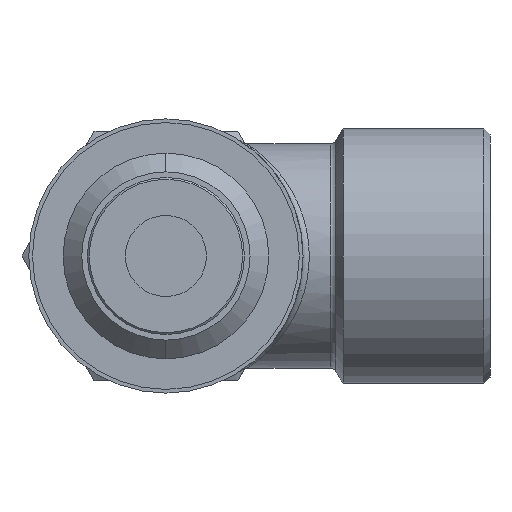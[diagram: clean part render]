
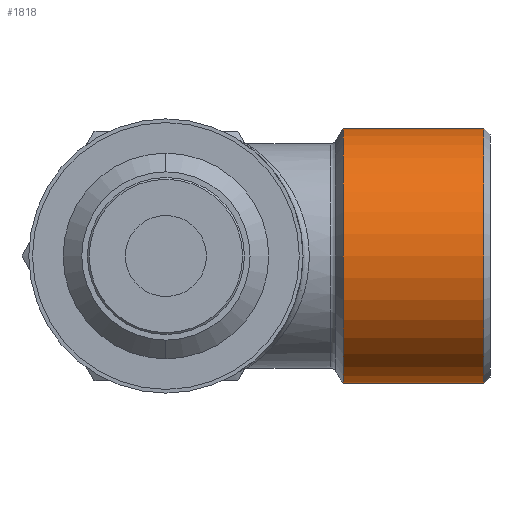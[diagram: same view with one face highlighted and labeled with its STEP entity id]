
A CAD part, front view. The second image highlights one B-rep face of the part: STEP entity #1818.
In plain terms, the highlighted cylindrical face has radius 10.25 mm (diameter 20.5 mm), a partial arc.
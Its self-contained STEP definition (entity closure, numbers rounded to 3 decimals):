
#349 = EDGE_CURVE ( 'NONE', #492, #622, #1190, .T. ) ;
#356 = ORIENTED_EDGE ( 'NONE', *, *, #349, .T. ) ;
#358 = ORIENTED_EDGE ( 'NONE', *, *, #630, .T. ) ;
#488 = VERTEX_POINT ( 'NONE', #1529 ) ;
#492 = VERTEX_POINT ( 'NONE', #1510 ) ;
#616 = VERTEX_POINT ( 'NONE', #1732 ) ;
#621 = EDGE_CURVE ( 'NONE', #488, #622, #1731, .T. ) ;
#622 = VERTEX_POINT ( 'NONE', #1727 ) ;
#630 = EDGE_CURVE ( 'NONE', #616, #492, #1778, .T. ) ;
#1190 = CIRCLE ( 'NONE', #1193, 10.25 ) ;
#1193 = AXIS2_PLACEMENT_3D ( 'NONE', #1205, #1204, #1203 ) ;
#1203 = DIRECTION ( 'NONE',  ( 0., 0., -1. ) ) ;
#1204 = DIRECTION ( 'NONE',  ( 1., 0., 0. ) ) ;
#1205 = CARTESIAN_POINT ( 'NONE',  ( 14.222, 19.5, 0. ) ) ;
#1510 = CARTESIAN_POINT ( 'NONE',  ( 14.222, 19.5, 10.25 ) ) ;
#1529 = CARTESIAN_POINT ( 'NONE',  ( 25.5, 19.5, -10.25 ) ) ;
#1727 = CARTESIAN_POINT ( 'NONE',  ( 14.222, 19.5, -10.25 ) ) ;
#1728 = DIRECTION ( 'NONE',  ( -1., 0., 0. ) ) ;
#1729 = VECTOR ( 'NONE', #1728, 1000. ) ;
#1730 = CARTESIAN_POINT ( 'NONE',  ( -1.384, 19.5, -10.25 ) ) ;
#1731 = LINE ( 'NONE', #1730, #1729 ) ;
#1732 = CARTESIAN_POINT ( 'NONE',  ( 25.5, 19.5, 10.25 ) ) ;
#1775 = DIRECTION ( 'NONE',  ( -1., 0., 0. ) ) ;
#1776 = VECTOR ( 'NONE', #1775, 1000. ) ;
#1777 = CARTESIAN_POINT ( 'NONE',  ( -1.384, 19.5, 10.25 ) ) ;
#1778 = LINE ( 'NONE', #1777, #1776 ) ;
#1809 = EDGE_CURVE ( 'NONE', #488, #616, #3003, .T. ) ;
#1815 = ORIENTED_EDGE ( 'NONE', *, *, #1809, .T. ) ;
#1818 = ADVANCED_FACE ( 'NONE', ( #3384 ), #3377, .T. ) ;
#1823 = EDGE_LOOP ( 'NONE', ( #1824, #1815, #358, #356 ) ) ;
#1824 = ORIENTED_EDGE ( 'NONE', *, *, #621, .F. ) ;
#3003 = CIRCLE ( 'NONE', #3179, 10.25 ) ;
#3179 = AXIS2_PLACEMENT_3D ( 'NONE', #3183, #3182, #3376 ) ;
#3182 = DIRECTION ( 'NONE',  ( -1., 0., 0. ) ) ;
#3183 = CARTESIAN_POINT ( 'NONE',  ( 25.5, 19.5, 0. ) ) ;
#3376 = DIRECTION ( 'NONE',  ( 0., 0., 1. ) ) ;
#3377 = CYLINDRICAL_SURFACE ( 'NONE', #3383, 10.25 ) ;
#3380 = DIRECTION ( 'NONE',  ( -1., 0., 0. ) ) ;
#3382 = CARTESIAN_POINT ( 'NONE',  ( -1.384, 19.5, 0. ) ) ;
#3383 = AXIS2_PLACEMENT_3D ( 'NONE', #3382, #3380, #3386 ) ;
#3384 = FACE_OUTER_BOUND ( 'NONE', #1823, .T. ) ;
#3386 = DIRECTION ( 'NONE',  ( 0., 0., 1. ) ) ;
